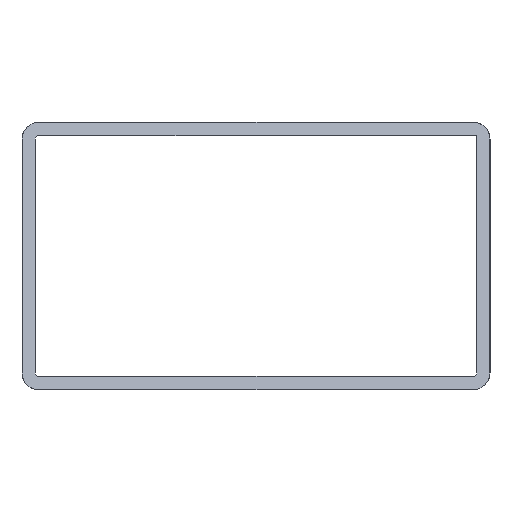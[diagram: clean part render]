
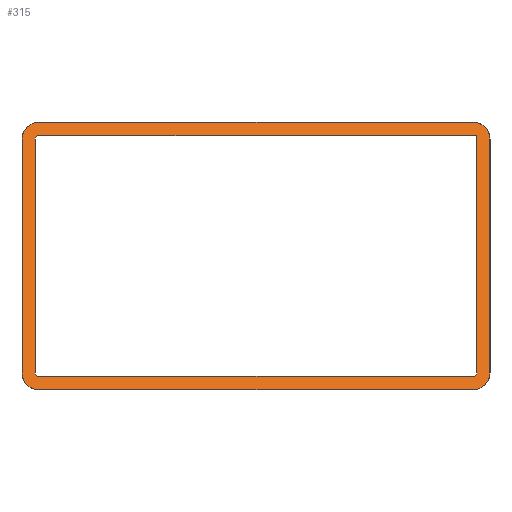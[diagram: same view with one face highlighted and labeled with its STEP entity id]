
A CAD part, left-side view. The second image highlights one B-rep face of the part: STEP entity #315.
In plain terms, the highlighted planar face has unit normal (-0.876, 0, 0.483).
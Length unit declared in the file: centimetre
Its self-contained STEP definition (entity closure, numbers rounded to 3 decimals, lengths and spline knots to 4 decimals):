
#25=FACE_BOUND('',#60,.T.);
#27=ELLIPSE('',#335,0.2855,0.25);
#28=ELLIPSE('',#336,0.2855,0.25);
#29=ELLIPSE('',#337,0.2855,0.25);
#30=ELLIPSE('',#338,0.2855,0.25);
#31=ELLIPSE('',#339,0.0571,0.05);
#32=ELLIPSE('',#340,0.0571,0.05);
#33=ELLIPSE('',#341,0.0571,0.05);
#42=FACE_OUTER_BOUND('',#59,.T.);
#59=EDGE_LOOP('',(#218,#219,#220,#221,#222,#223,#224,#225));
#60=EDGE_LOOP('',(#226,#227,#228,#229,#230,#231,#232));
#77=LINE('',#463,#108);
#81=LINE('',#475,#112);
#82=LINE('',#479,#113);
#83=LINE('',#482,#114);
#84=LINE('',#487,#115);
#85=LINE('',#491,#116);
#86=LINE('',#493,#117);
#87=LINE('',#496,#118);
#108=VECTOR('',#368,6.5);
#112=VECTOR('',#378,3.9974);
#113=VECTOR('',#381,6.5);
#114=VECTOR('',#384,3.9974);
#115=VECTOR('',#387,3.9974);
#116=VECTOR('',#390,6.55);
#117=VECTOR('',#391,4.0545);
#118=VECTOR('',#394,6.5);
#139=VERTEX_POINT('',#461);
#140=VERTEX_POINT('',#462);
#143=VERTEX_POINT('',#470);
#144=VERTEX_POINT('',#472);
#145=VERTEX_POINT('',#474);
#146=VERTEX_POINT('',#476);
#147=VERTEX_POINT('',#478);
#148=VERTEX_POINT('',#480);
#149=VERTEX_POINT('',#483);
#150=VERTEX_POINT('',#484);
#151=VERTEX_POINT('',#486);
#152=VERTEX_POINT('',#488);
#153=VERTEX_POINT('',#490);
#154=VERTEX_POINT('',#492);
#155=VERTEX_POINT('',#494);
#169=EDGE_CURVE('',#139,#140,#77,.T.);
#173=EDGE_CURVE('',#143,#139,#27,.T.);
#174=EDGE_CURVE('',#140,#144,#28,.T.);
#175=EDGE_CURVE('',#144,#145,#81,.T.);
#176=EDGE_CURVE('',#145,#146,#29,.T.);
#177=EDGE_CURVE('',#146,#147,#82,.T.);
#178=EDGE_CURVE('',#147,#148,#30,.T.);
#179=EDGE_CURVE('',#148,#143,#83,.T.);
#180=EDGE_CURVE('',#149,#150,#31,.T.);
#181=EDGE_CURVE('',#150,#151,#84,.T.);
#182=EDGE_CURVE('',#151,#152,#32,.T.);
#183=EDGE_CURVE('',#152,#153,#85,.T.);
#184=EDGE_CURVE('',#153,#154,#86,.T.);
#185=EDGE_CURVE('',#154,#155,#33,.T.);
#186=EDGE_CURVE('',#155,#149,#87,.T.);
#218=ORIENTED_EDGE('',*,*,#173,.T.);
#219=ORIENTED_EDGE('',*,*,#169,.T.);
#220=ORIENTED_EDGE('',*,*,#174,.T.);
#221=ORIENTED_EDGE('',*,*,#175,.T.);
#222=ORIENTED_EDGE('',*,*,#176,.T.);
#223=ORIENTED_EDGE('',*,*,#177,.T.);
#224=ORIENTED_EDGE('',*,*,#178,.T.);
#225=ORIENTED_EDGE('',*,*,#179,.T.);
#226=ORIENTED_EDGE('',*,*,#180,.T.);
#227=ORIENTED_EDGE('',*,*,#181,.T.);
#228=ORIENTED_EDGE('',*,*,#182,.T.);
#229=ORIENTED_EDGE('',*,*,#183,.T.);
#230=ORIENTED_EDGE('',*,*,#184,.T.);
#231=ORIENTED_EDGE('',*,*,#185,.T.);
#232=ORIENTED_EDGE('',*,*,#186,.T.);
#305=PLANE('',#334);
#315=ADVANCED_FACE('',(#42,#25),#305,.T.);
#334=AXIS2_PLACEMENT_3D('',#469,#372,#373);
#335=AXIS2_PLACEMENT_3D('',#471,#374,#375);
#336=AXIS2_PLACEMENT_3D('',#473,#376,#377);
#337=AXIS2_PLACEMENT_3D('',#477,#379,#380);
#338=AXIS2_PLACEMENT_3D('',#481,#382,#383);
#339=AXIS2_PLACEMENT_3D('',#485,#385,#386);
#340=AXIS2_PLACEMENT_3D('',#489,#388,#389);
#341=AXIS2_PLACEMENT_3D('',#495,#392,#393);
#368=DIRECTION('',(0.,-1.,0.));
#372=DIRECTION('center_axis',(-0.876,0.,0.483));
#373=DIRECTION('ref_axis',(0.483,0.,0.876));
#374=DIRECTION('center_axis',(-0.876,0.,0.483));
#375=DIRECTION('ref_axis',(0.483,0.,0.876));
#376=DIRECTION('center_axis',(-0.876,0.,0.483));
#377=DIRECTION('ref_axis',(0.483,0.,0.876));
#378=DIRECTION('',(0.483,0.,0.876));
#379=DIRECTION('center_axis',(-0.876,0.,0.483));
#380=DIRECTION('ref_axis',(0.483,0.,0.876));
#381=DIRECTION('',(0.,1.,0.));
#382=DIRECTION('center_axis',(-0.876,0.,0.483));
#383=DIRECTION('ref_axis',(0.483,0.,0.876));
#384=DIRECTION('',(-0.483,0.,-0.876));
#385=DIRECTION('center_axis',(0.876,0.,-0.483));
#386=DIRECTION('ref_axis',(0.483,0.,0.876));
#387=DIRECTION('',(0.483,0.,0.876));
#388=DIRECTION('center_axis',(0.876,0.,-0.483));
#389=DIRECTION('ref_axis',(0.483,0.,0.876));
#390=DIRECTION('',(0.,-1.,0.));
#391=DIRECTION('',(-0.483,0.,-0.876));
#392=DIRECTION('center_axis',(0.876,0.,-0.483));
#393=DIRECTION('ref_axis',(0.483,0.,0.876));
#394=DIRECTION('',(0.,1.,0.));
#461=CARTESIAN_POINT('',(54.8966,3.25,-59.2));
#462=CARTESIAN_POINT('',(54.8966,-3.25,-59.2));
#463=CARTESIAN_POINT('',(54.8966,3.25,-59.2));
#469=CARTESIAN_POINT('Origin',(56.,0.,-57.2));
#470=CARTESIAN_POINT('',(55.0345,3.5,-58.95));
#471=CARTESIAN_POINT('Origin',(55.0345,3.25,-58.95));
#472=CARTESIAN_POINT('',(55.0345,-3.5,-58.95));
#473=CARTESIAN_POINT('Origin',(55.0345,-3.25,-58.95));
#474=CARTESIAN_POINT('',(56.9655,-3.5,-55.45));
#475=CARTESIAN_POINT('',(55.0345,-3.5,-58.95));
#476=CARTESIAN_POINT('',(57.1034,-3.25,-55.2));
#477=CARTESIAN_POINT('Origin',(56.9655,-3.25,-55.45));
#478=CARTESIAN_POINT('',(57.1034,3.25,-55.2));
#479=CARTESIAN_POINT('',(57.1034,-3.25,-55.2));
#480=CARTESIAN_POINT('',(56.9655,3.5,-55.45));
#481=CARTESIAN_POINT('Origin',(56.9655,3.25,-55.45));
#482=CARTESIAN_POINT('',(56.9655,3.5,-55.45));
#483=CARTESIAN_POINT('',(55.0069,3.25,-59.));
#484=CARTESIAN_POINT('',(55.0345,3.3,-58.95));
#485=CARTESIAN_POINT('Origin',(55.0345,3.25,-58.95));
#486=CARTESIAN_POINT('',(56.9655,3.3,-55.45));
#487=CARTESIAN_POINT('',(55.0345,3.3,-58.95));
#488=CARTESIAN_POINT('',(56.9931,3.25,-55.4));
#489=CARTESIAN_POINT('Origin',(56.9655,3.25,-55.45));
#490=CARTESIAN_POINT('',(56.9931,-3.3,-55.4));
#491=CARTESIAN_POINT('',(56.9931,3.25,-55.4));
#492=CARTESIAN_POINT('',(55.0345,-3.3,-58.95));
#493=CARTESIAN_POINT('',(56.9931,-3.3,-55.4));
#494=CARTESIAN_POINT('',(55.0069,-3.25,-59.));
#495=CARTESIAN_POINT('Origin',(55.0345,-3.25,-58.95));
#496=CARTESIAN_POINT('',(55.0069,-3.25,-59.));
